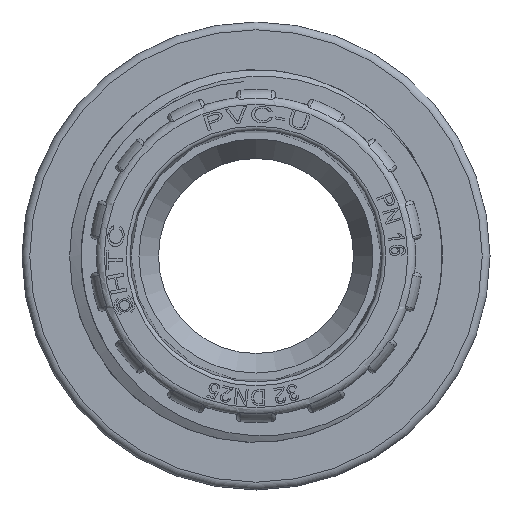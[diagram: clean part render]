
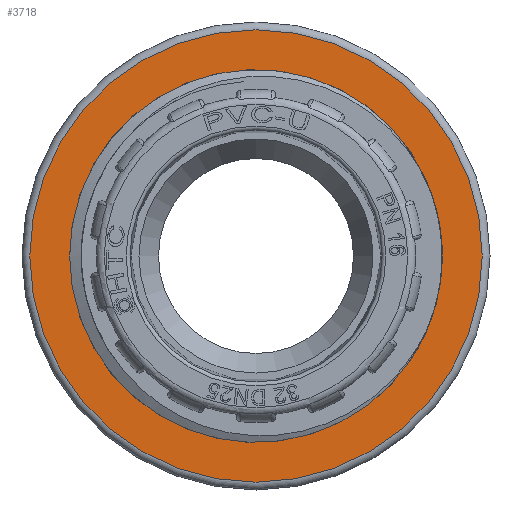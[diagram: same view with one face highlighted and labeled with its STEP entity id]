
A CAD part, front view. The second image highlights one B-rep face of the part: STEP entity #3718.
In plain terms, the highlighted planar face has unit normal (0, -1, 0).
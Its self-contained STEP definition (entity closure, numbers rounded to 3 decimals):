
#1383=PLANE('',#15871);
#3718=ADVANCED_FACE('',(#5748,#5749),#1383,.T.);
#5748=FACE_BOUND('',#6305,.T.);
#5749=FACE_BOUND('',#6306,.T.);
#6305=EDGE_LOOP('',(#9347));
#6306=EDGE_LOOP('',(#9348));
#9347=ORIENTED_EDGE('',*,*,#14155,.T.);
#9348=ORIENTED_EDGE('',*,*,#14154,.T.);
#12275=VERTEX_POINT('',#32059);
#12276=VERTEX_POINT('',#32574);
#14154=EDGE_CURVE('',#12275,#12275,#15195,.T.);
#14155=EDGE_CURVE('',#12276,#12276,#15196,.T.);
#15195=CIRCLE('',#15868,23.902);
#15196=CIRCLE('',#15870,29.);
#15868=AXIS2_PLACEMENT_3D('',#32058,#17943,#17944);
#15870=AXIS2_PLACEMENT_3D('',#32573,#17947,#17948);
#15871=AXIS2_PLACEMENT_3D('',#32575,#17949,#17950);
#17943=DIRECTION('',(0.,1.,0.));
#17944=DIRECTION('',(-1.,0.,0.));
#17947=DIRECTION('',(0.,-1.,0.));
#17948=DIRECTION('',(-1.,0.,0.));
#17949=DIRECTION('',(0.,-1.,0.));
#17950=DIRECTION('',(-1.,0.,0.));
#32058=CARTESIAN_POINT('',(507.625,583.744,0.));
#32059=CARTESIAN_POINT('',(483.724,583.744,0.));
#32573=CARTESIAN_POINT('',(507.625,583.744,0.));
#32574=CARTESIAN_POINT('',(478.625,583.744,0.));
#32575=CARTESIAN_POINT('',(507.625,583.744,0.));
